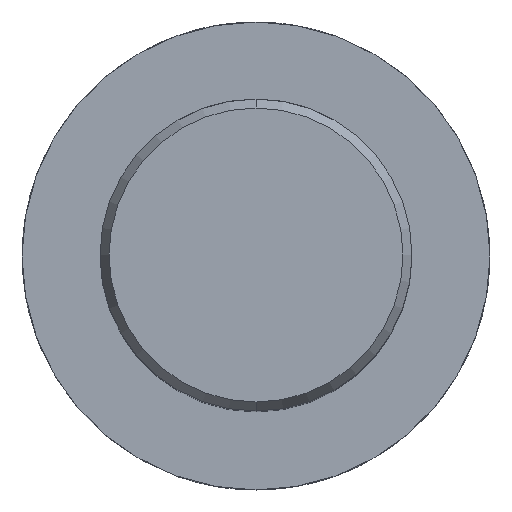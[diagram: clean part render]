
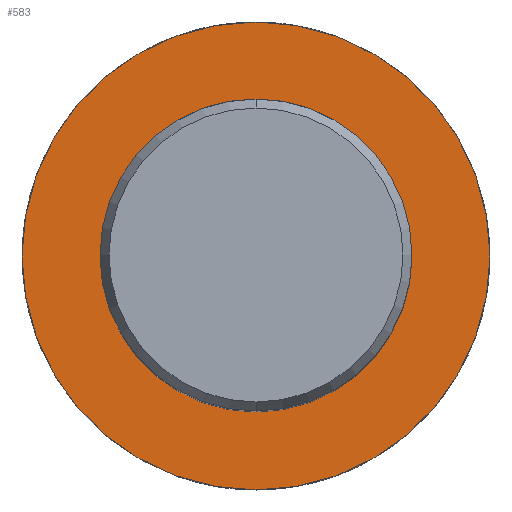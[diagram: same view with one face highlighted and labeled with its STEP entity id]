
A CAD part, top view. The second image highlights one B-rep face of the part: STEP entity #583.
In plain terms, the highlighted planar face has unit normal (0, 0, 1).
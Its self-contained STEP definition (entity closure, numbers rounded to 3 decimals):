
#583=ADVANCED_FACE('',(#1400,#1401),#1402,.T.);
#585=VERTEX_POINT('',#1404);
#627=VERTEX_POINT('',#1451);
#779=EDGE_CURVE('',#627,#1087,#1617,.T.);
#799=VERTEX_POINT('',#1638);
#897=EDGE_CURVE('',#585,#799,#1745,.T.);
#911=EDGE_CURVE('',#1087,#627,#1761,.T.);
#1011=EDGE_CURVE('',#799,#585,#1870,.T.);
#1087=VERTEX_POINT('',#1951);
#1400=FACE_BOUND('',#2795,.T.);
#1401=FACE_OUTER_BOUND('',#2796,.T.);
#1402=PLANE('',#2797);
#1404=CARTESIAN_POINT('',(0.0,30.0,-70.0));
#1451=CARTESIAN_POINT('',(0.,-20.0,-70.0));
#1617=CIRCLE('',#3623,20.0);
#1638=CARTESIAN_POINT('',(0.,-30.0,-70.0));
#1745=CIRCLE('',#4453,30.0);
#1761=CIRCLE('',#4788,20.0);
#1870=CIRCLE('',#5014,30.0);
#1951=CARTESIAN_POINT('',(0.0,20.0,-70.0));
#2795=EDGE_LOOP('',(#5813,#5814));
#2796=EDGE_LOOP('',(#5815,#5816));
#2797=AXIS2_PLACEMENT_3D('',#5817,#5818,#5819);
#3623=AXIS2_PLACEMENT_3D('',#6045,#6046,#6047);
#4453=AXIS2_PLACEMENT_3D('',#6199,#6200,#6201);
#4788=AXIS2_PLACEMENT_3D('',#6234,#6235,#6236);
#5014=AXIS2_PLACEMENT_3D('',#6342,#6343,#6344);
#5813=ORIENTED_EDGE('',*,*,#911,.T.);
#5814=ORIENTED_EDGE('',*,*,#779,.T.);
#5815=ORIENTED_EDGE('',*,*,#897,.F.);
#5816=ORIENTED_EDGE('',*,*,#1011,.F.);
#5817=CARTESIAN_POINT('',(0.0,15.0,-70.0));
#5818=DIRECTION('',(-0.0,0.0,1.0));
#5819=DIRECTION('',(0.0,-1.0,0.0));
#6045=CARTESIAN_POINT('',(0.0,0.0,-70.0));
#6046=DIRECTION('',(-0.0,0.0,-1.0));
#6047=DIRECTION('',(0.0,1.0,0.0));
#6199=CARTESIAN_POINT('',(0.0,0.0,-70.0));
#6200=DIRECTION('',(0.0,0.0,-1.0));
#6201=DIRECTION('',(0.0,1.0,0.0));
#6234=CARTESIAN_POINT('',(0.0,0.0,-70.0));
#6235=DIRECTION('',(-0.0,0.0,-1.0));
#6236=DIRECTION('',(0.0,1.0,0.0));
#6342=CARTESIAN_POINT('',(0.0,0.0,-70.0));
#6343=DIRECTION('',(0.0,0.0,-1.0));
#6344=DIRECTION('',(0.0,1.0,0.0));
